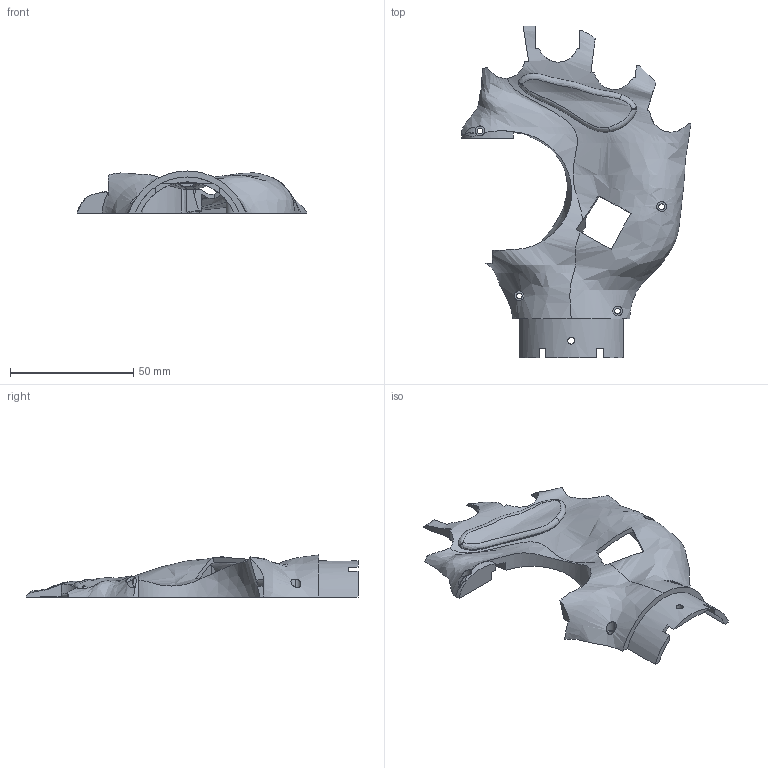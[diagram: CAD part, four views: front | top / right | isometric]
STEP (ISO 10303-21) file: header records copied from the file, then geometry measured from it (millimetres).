
FILE_DESCRIPTION (( 'STEP AP203' ), '1' );
FILE_NAME ('Ventral Palm L.STEP', '2017-08-02T03:04:55', ( '' ), ( '' ), 'SwSTEP 2.0', 'SolidWorks 2016', '' );
FILE_SCHEMA (( 'CONFIG_CONTROL_DESIGN' ));
Products named in the file (1): Ventral Palm L
Bounding box: 93.21 x 134.73 x 17.07 mm (x, y, z)
Volume: 23492.1 mm3; surface area: 19016.1 mm2
Topology: 1 solids, 1 shells, 192 faces, 544 edges, 356 vertices
Faces by surface type: bspline 83, plane 77, cylinder 32
Entity records: 29171 total; most frequent: CARTESIAN_POINT 24870, ORIENTED_EDGE 1086, DIRECTION 562, EDGE_CURVE 543, VERTEX_POINT 356, B_SPLINE_CURVE_WITH_KNOTS 273, EDGE_LOOP 207, ADVANCED_FACE 192
